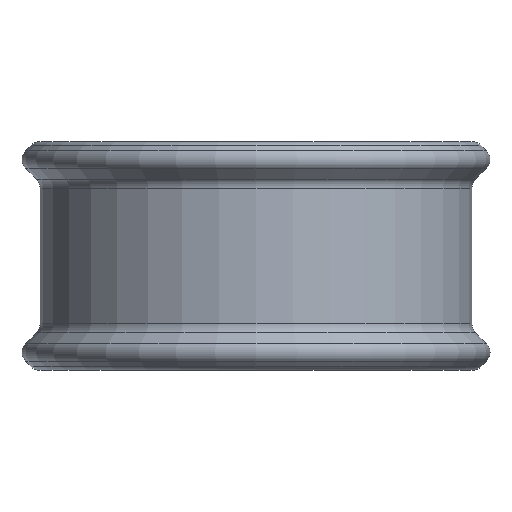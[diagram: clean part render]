
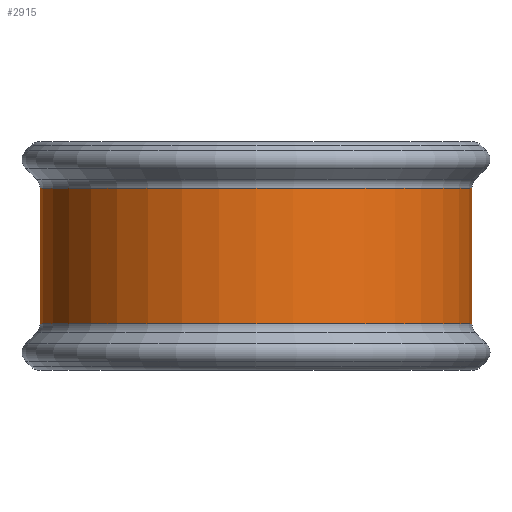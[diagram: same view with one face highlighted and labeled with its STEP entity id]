
A CAD part, front view. The second image highlights one B-rep face of the part: STEP entity #2915.
In plain terms, the highlighted cylindrical face has radius 13.297 mm (diameter 26.594 mm), a partial arc.
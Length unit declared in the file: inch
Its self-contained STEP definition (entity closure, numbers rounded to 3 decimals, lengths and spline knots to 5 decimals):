
#70 = CARTESIAN_POINT ( 'NONE',  ( 0.4685, -0.3195, 0.16479 ) ) ;
#150 = CARTESIAN_POINT ( 'NONE',  ( -0.055, -0.843, 0.16479 ) ) ;
#202 = CARTESIAN_POINT ( 'NONE',  ( 0.4685, -0.843, 0.16479 ) ) ;
#203 = AXIS2_PLACEMENT_3D ( 'NONE', #202, #3477, #3724 ) ;
#225 = VERTEX_POINT ( 'NONE', #5626 ) ;
#277 = CARTESIAN_POINT ( 'NONE',  ( 0.4685, -0.843, 0. ) ) ;
#306 = EDGE_CURVE ( 'NONE', #4237, #3972, #3987, .T. ) ;
#396 = CARTESIAN_POINT ( 'NONE',  ( 0.4685, -0.3195, 0.16479 ) ) ;
#475 = CARTESIAN_POINT ( 'NONE',  ( 0.4685, -0.843, -0.16479 ) ) ;
#620 = DIRECTION ( 'NONE',  ( 0., 0., 1. ) ) ;
#711 = ORIENTED_EDGE ( 'NONE', *, *, #306, .T. ) ;
#793 = DIRECTION ( 'NONE',  ( -1., 0., 0. ) ) ;
#882 = AXIS2_PLACEMENT_3D ( 'NONE', #475, #3750, #950 ) ;
#950 = DIRECTION ( 'NONE',  ( -1., 0., 0. ) ) ;
#1163 = VECTOR ( 'NONE', #620, 39.37008 ) ;
#1264 = ORIENTED_EDGE ( 'NONE', *, *, #1993, .F. ) ;
#1520 = CARTESIAN_POINT ( 'NONE',  ( 0.4685, -0.3195, -0.16479 ) ) ;
#1727 = DIRECTION ( 'NONE',  ( 0., 0., -1. ) ) ;
#1993 = EDGE_CURVE ( 'NONE', #4237, #225, #2182, .T. ) ;
#2116 = CYLINDRICAL_SURFACE ( 'NONE', #3511, 0.5235 ) ;
#2182 = CIRCLE ( 'NONE', #882, 0.5235 ) ;
#2351 = ORIENTED_EDGE ( 'NONE', *, *, #5320, .T. ) ;
#2741 = VECTOR ( 'NONE', #3346, 39.37008 ) ;
#2861 = CARTESIAN_POINT ( 'NONE',  ( -0.055, -0.843, 0.16479 ) ) ;
#2915 = ADVANCED_FACE ( 'NONE', ( #4080 ), #2116, .T. ) ;
#3346 = DIRECTION ( 'NONE',  ( 0., 0., 1. ) ) ;
#3477 = DIRECTION ( 'NONE',  ( 0., 0., -1. ) ) ;
#3511 = AXIS2_PLACEMENT_3D ( 'NONE', #277, #1727, #793 ) ;
#3724 = DIRECTION ( 'NONE',  ( -1., 0., 0. ) ) ;
#3750 = DIRECTION ( 'NONE',  ( 0., 0., -1. ) ) ;
#3972 = VERTEX_POINT ( 'NONE', #396 ) ;
#3987 = LINE ( 'NONE', #70, #2741 ) ;
#4080 = FACE_OUTER_BOUND ( 'NONE', #4898, .T. ) ;
#4237 = VERTEX_POINT ( 'NONE', #1520 ) ;
#4281 = CIRCLE ( 'NONE', #203, 0.5235 ) ;
#4322 = VERTEX_POINT ( 'NONE', #2861 ) ;
#4876 = LINE ( 'NONE', #150, #1163 ) ;
#4898 = EDGE_LOOP ( 'NONE', ( #711, #2351, #5358, #1264 ) ) ;
#5296 = EDGE_CURVE ( 'NONE', #225, #4322, #4876, .T. ) ;
#5320 = EDGE_CURVE ( 'NONE', #3972, #4322, #4281, .T. ) ;
#5358 = ORIENTED_EDGE ( 'NONE', *, *, #5296, .F. ) ;
#5626 = CARTESIAN_POINT ( 'NONE',  ( -0.055, -0.843, -0.16479 ) ) ;
